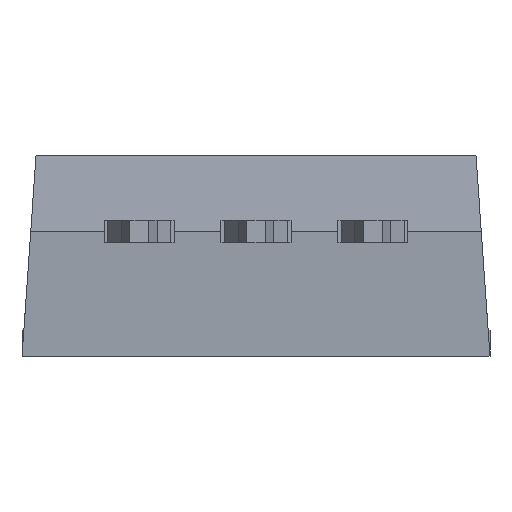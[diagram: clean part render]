
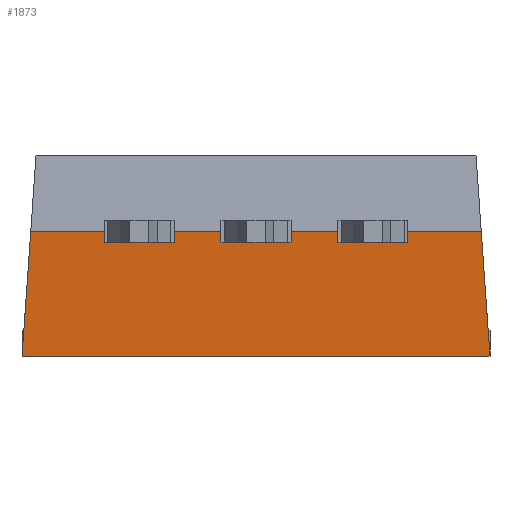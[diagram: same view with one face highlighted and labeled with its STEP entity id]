
A CAD part, front view. The second image highlights one B-rep face of the part: STEP entity #1873.
In plain terms, the highlighted planar face has unit normal (0, -0.998, -0.07).
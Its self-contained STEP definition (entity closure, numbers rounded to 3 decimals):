
#49 = CARTESIAN_POINT ( 'NONE',  ( 5.08, 4.29, -2.715 ) ) ;
#221 = EDGE_CURVE ( 'NONE', #465, #437, #2533, .T. ) ;
#335 = VECTOR ( 'NONE', #3455, 1000. ) ;
#437 = VERTEX_POINT ( 'NONE', #2670 ) ;
#465 = VERTEX_POINT ( 'NONE', #637 ) ;
#582 = ORIENTED_EDGE ( 'NONE', *, *, #1196, .T. ) ;
#620 = VECTOR ( 'NONE', #3103, 1000. ) ;
#637 = CARTESIAN_POINT ( 'NONE',  ( 4.89, 4.1, 0. ) ) ;
#806 = EDGE_LOOP ( 'NONE', ( #3151, #2296, #2430, #582 ) ) ;
#985 = PLANE ( 'NONE',  #1624 ) ;
#1012 = DIRECTION ( 'NONE',  ( -0.07, 0.07, -0.995 ) ) ;
#1134 = FACE_OUTER_BOUND ( 'NONE', #806, .T. ) ;
#1196 = EDGE_CURVE ( 'NONE', #2186, #465, #1657, .T. ) ;
#1244 = DIRECTION ( 'NONE',  ( -1., 0., 0. ) ) ;
#1408 = CARTESIAN_POINT ( 'NONE',  ( 5.08, 4.1, 0. ) ) ;
#1508 = VERTEX_POINT ( 'NONE', #1586 ) ;
#1586 = CARTESIAN_POINT ( 'NONE',  ( -5.08, 4.29, -2.715 ) ) ;
#1590 = VECTOR ( 'NONE', #1012, 1000. ) ;
#1624 = AXIS2_PLACEMENT_3D ( 'NONE', #2137, #3284, #3297 ) ;
#1657 = LINE ( 'NONE', #2026, #620 ) ;
#1804 = CARTESIAN_POINT ( 'NONE',  ( 5.08, 4.29, -2.715 ) ) ;
#1873 = ADVANCED_FACE ( 'NONE', ( #1134 ), #985, .T. ) ;
#1927 = EDGE_CURVE ( 'NONE', #437, #1508, #3612, .T. ) ;
#2026 = CARTESIAN_POINT ( 'NONE',  ( 4.871, 4.081, 0.271 ) ) ;
#2137 = CARTESIAN_POINT ( 'NONE',  ( 5.08, 4.08, 0.285 ) ) ;
#2186 = VERTEX_POINT ( 'NONE', #49 ) ;
#2290 = VECTOR ( 'NONE', #1244, 1000. ) ;
#2296 = ORIENTED_EDGE ( 'NONE', *, *, #1927, .T. ) ;
#2430 = ORIENTED_EDGE ( 'NONE', *, *, #2438, .F. ) ;
#2438 = EDGE_CURVE ( 'NONE', #2186, #1508, #3649, .T. ) ;
#2533 = LINE ( 'NONE', #1408, #335 ) ;
#2670 = CARTESIAN_POINT ( 'NONE',  ( -4.89, 4.1, 0. ) ) ;
#3103 = DIRECTION ( 'NONE',  ( -0.07, -0.07, 0.995 ) ) ;
#3151 = ORIENTED_EDGE ( 'NONE', *, *, #221, .T. ) ;
#3284 = DIRECTION ( 'NONE',  ( 0., -0.998, -0.07 ) ) ;
#3297 = DIRECTION ( 'NONE',  ( 0., 0.07, -0.998 ) ) ;
#3455 = DIRECTION ( 'NONE',  ( -1., 0., 0. ) ) ;
#3542 = CARTESIAN_POINT ( 'NONE',  ( -4.822, 4.032, 0.974 ) ) ;
#3612 = LINE ( 'NONE', #3542, #1590 ) ;
#3649 = LINE ( 'NONE', #1804, #2290 ) ;
